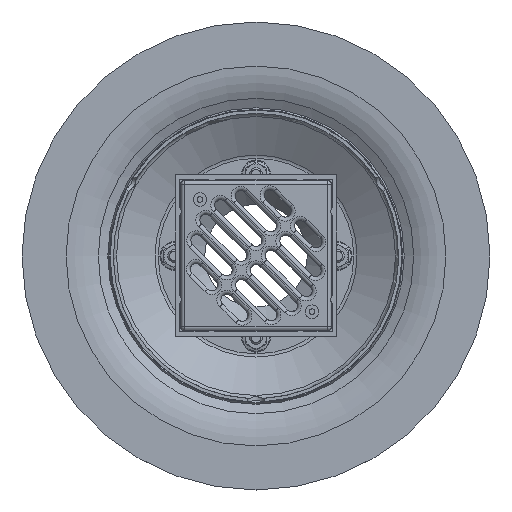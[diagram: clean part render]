
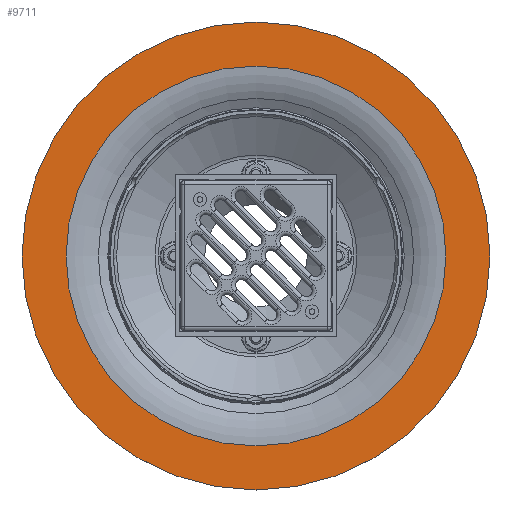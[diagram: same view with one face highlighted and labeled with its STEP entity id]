
A CAD part, top view. The second image highlights one B-rep face of the part: STEP entity #9711.
In plain terms, the highlighted planar face has unit normal (0, 0, 1).
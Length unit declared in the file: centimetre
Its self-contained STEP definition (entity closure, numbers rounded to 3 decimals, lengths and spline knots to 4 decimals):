
#124=FACE_BOUND('',#2044,.T.);
#551=PLANE('',#10939);
#1343=FACE_OUTER_BOUND('',#2043,.T.);
#2043=EDGE_LOOP('',(#8872));
#2044=EDGE_LOOP('',(#8873));
#3884=CIRCLE('',#10910,146.);
#3901=CIRCLE('',#10937,118.5);
#4750=VERTEX_POINT('',#17989);
#4764=VERTEX_POINT('',#18034);
#6118=EDGE_CURVE('',#4750,#4750,#3884,.T.);
#6138=EDGE_CURVE('',#4764,#4764,#3901,.T.);
#8872=ORIENTED_EDGE('',*,*,#6118,.F.);
#8873=ORIENTED_EDGE('',*,*,#6138,.T.);
#9711=ADVANCED_FACE('',(#1343,#124),#551,.T.);
#10910=AXIS2_PLACEMENT_3D('',#17991,#13935,#13936);
#10937=AXIS2_PLACEMENT_3D('',#18035,#13992,#13993);
#10939=AXIS2_PLACEMENT_3D('',#18037,#13996,#13997);
#13935=DIRECTION('center_axis',(0.,0.,-1.));
#13936=DIRECTION('ref_axis',(1.,0.,0.));
#13992=DIRECTION('center_axis',(0.,0.,-1.));
#13993=DIRECTION('ref_axis',(1.,0.,0.));
#13996=DIRECTION('center_axis',(0.,0.,1.));
#13997=DIRECTION('ref_axis',(0.,-1.,0.));
#17989=CARTESIAN_POINT('',(146.,0.,250.));
#17991=CARTESIAN_POINT('Origin',(0.,0.,250.));
#18034=CARTESIAN_POINT('',(0.,-118.5,250.));
#18035=CARTESIAN_POINT('Origin',(0.,0.,250.));
#18037=CARTESIAN_POINT('Origin',(-146.,0.,250.));
